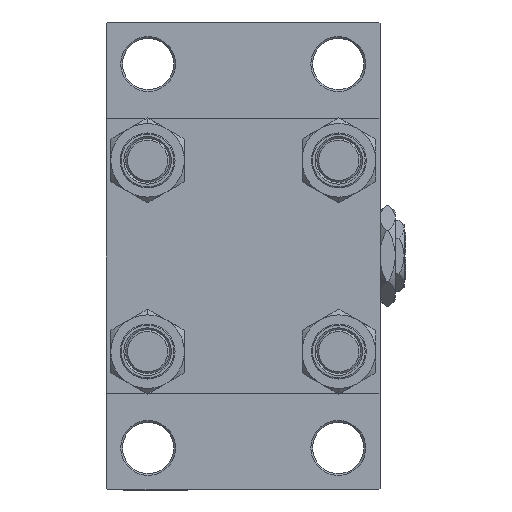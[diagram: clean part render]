
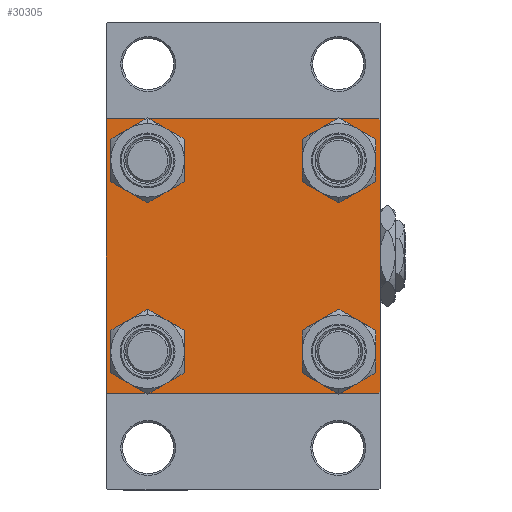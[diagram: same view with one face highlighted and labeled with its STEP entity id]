
A CAD part, left-side view. The second image highlights one B-rep face of the part: STEP entity #30305.
In plain terms, the highlighted planar face has unit normal (-1, 0, 0).
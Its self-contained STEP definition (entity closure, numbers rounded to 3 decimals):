
#1016 = CARTESIAN_POINT ( 'NONE',  ( 0., 26.15, -26.15 ) ) ;
#1252 = CIRCLE ( 'NONE', #23260, 6.5 ) ;
#1972 = ORIENTED_EDGE ( 'NONE', *, *, #37370, .T. ) ;
#1981 = VERTEX_POINT ( 'NONE', #13180 ) ;
#2035 = EDGE_LOOP ( 'NONE', ( #41583, #40610 ) ) ;
#2040 = VERTEX_POINT ( 'NONE', #10452 ) ;
#2368 = CARTESIAN_POINT ( 'NONE',  ( 0., -37.5, 37.5 ) ) ;
#2516 = DIRECTION ( 'NONE',  ( -1., 0., 0. ) ) ;
#2875 = VERTEX_POINT ( 'NONE', #39019 ) ;
#2927 = DIRECTION ( 'NONE',  ( 1., 0., 0. ) ) ;
#3211 = EDGE_CURVE ( 'NONE', #28643, #46000, #9916, .T. ) ;
#4002 = VECTOR ( 'NONE', #5929, 1000. ) ;
#4361 = DIRECTION ( 'NONE',  ( 0., 0., 1. ) ) ;
#4392 = EDGE_CURVE ( 'NONE', #17837, #11744, #5686, .T. ) ;
#4448 = EDGE_CURVE ( 'NONE', #28643, #5463, #28793, .T. ) ;
#4810 = LINE ( 'NONE', #11710, #25059 ) ;
#5463 = VERTEX_POINT ( 'NONE', #6169 ) ;
#5494 = LINE ( 'NONE', #31803, #33258 ) ;
#5686 = CIRCLE ( 'NONE', #7147, 6.5 ) ;
#5785 = CARTESIAN_POINT ( 'NONE',  ( 0., 37.25, -37.25 ) ) ;
#5925 = CARTESIAN_POINT ( 'NONE',  ( 0., -26.15, 19.65 ) ) ;
#5929 = DIRECTION ( 'NONE',  ( 0., -1., 0. ) ) ;
#6006 = CARTESIAN_POINT ( 'NONE',  ( 0., -26.15, -32.65 ) ) ;
#6169 = CARTESIAN_POINT ( 'NONE',  ( 0., -37., 37.5 ) ) ;
#6670 = PLANE ( 'NONE',  #14103 ) ;
#6872 = EDGE_CURVE ( 'NONE', #12179, #38377, #34706, .T. ) ;
#6971 = EDGE_CURVE ( 'NONE', #25371, #2875, #10941, .T. ) ;
#7147 = AXIS2_PLACEMENT_3D ( 'NONE', #8641, #27820, #27094 ) ;
#7816 = CARTESIAN_POINT ( 'NONE',  ( 0., 26.15, -26.15 ) ) ;
#8157 = DIRECTION ( 'NONE',  ( 0., 0., 1. ) ) ;
#8192 = ORIENTED_EDGE ( 'NONE', *, *, #4448, .F. ) ;
#8283 = VECTOR ( 'NONE', #40165, 1000. ) ;
#8641 = CARTESIAN_POINT ( 'NONE',  ( 0., -26.15, 26.15 ) ) ;
#8992 = DIRECTION ( 'NONE',  ( 0., -0.707, -0.707 ) ) ;
#9715 = LINE ( 'NONE', #24463, #17470 ) ;
#9916 = LINE ( 'NONE', #17287, #44953 ) ;
#9989 = DIRECTION ( 'NONE',  ( 0., 0., 1. ) ) ;
#10113 = AXIS2_PLACEMENT_3D ( 'NONE', #14400, #17349, #9989 ) ;
#10120 = CARTESIAN_POINT ( 'NONE',  ( 0., 0., 0. ) ) ;
#10363 = FACE_BOUND ( 'NONE', #39757, .T. ) ;
#10385 = VECTOR ( 'NONE', #10458, 1000. ) ;
#10452 = CARTESIAN_POINT ( 'NONE',  ( 0., 26.15, -32.65 ) ) ;
#10458 = DIRECTION ( 'NONE',  ( 0., 0., -1. ) ) ;
#10556 = CIRCLE ( 'NONE', #38052, 6.5 ) ;
#10878 = CARTESIAN_POINT ( 'NONE',  ( 0., 37.5, 37.5 ) ) ;
#10941 = LINE ( 'NONE', #2368, #10385 ) ;
#11710 = CARTESIAN_POINT ( 'NONE',  ( 0., -37.25, 37.25 ) ) ;
#11744 = VERTEX_POINT ( 'NONE', #5925 ) ;
#12179 = VERTEX_POINT ( 'NONE', #29920 ) ;
#12188 = LINE ( 'NONE', #5785, #44142 ) ;
#12947 = ORIENTED_EDGE ( 'NONE', *, *, #27570, .T. ) ;
#13180 = CARTESIAN_POINT ( 'NONE',  ( 0., -37., -37.5 ) ) ;
#13827 = EDGE_CURVE ( 'NONE', #31615, #14825, #10556, .T. ) ;
#14007 = DIRECTION ( 'NONE',  ( 0., 0., 1. ) ) ;
#14103 = AXIS2_PLACEMENT_3D ( 'NONE', #10120, #2516, #48270 ) ;
#14400 = CARTESIAN_POINT ( 'NONE',  ( 0., -26.15, -26.15 ) ) ;
#14766 = VERTEX_POINT ( 'NONE', #21953 ) ;
#14825 = VERTEX_POINT ( 'NONE', #6006 ) ;
#15391 = CARTESIAN_POINT ( 'NONE',  ( 0., 26.15, -19.65 ) ) ;
#15642 = CARTESIAN_POINT ( 'NONE',  ( 0., 37.5, 37. ) ) ;
#15654 = AXIS2_PLACEMENT_3D ( 'NONE', #7816, #15916, #41767 ) ;
#15916 = DIRECTION ( 'NONE',  ( 1., 0., 0. ) ) ;
#16199 = EDGE_CURVE ( 'NONE', #38377, #12179, #1252, .T. ) ;
#16430 = CIRCLE ( 'NONE', #15654, 6.5 ) ;
#17182 = CARTESIAN_POINT ( 'NONE',  ( 0., -26.15, -26.15 ) ) ;
#17287 = CARTESIAN_POINT ( 'NONE',  ( 0., 37.25, 37.25 ) ) ;
#17349 = DIRECTION ( 'NONE',  ( 1., 0., 0. ) ) ;
#17470 = VECTOR ( 'NONE', #47363, 1000. ) ;
#17837 = VERTEX_POINT ( 'NONE', #34146 ) ;
#19103 = DIRECTION ( 'NONE',  ( 1., 0., 0. ) ) ;
#19129 = VERTEX_POINT ( 'NONE', #23982 ) ;
#19672 = CARTESIAN_POINT ( 'NONE',  ( 0., 26.15, 26.15 ) ) ;
#20410 = VERTEX_POINT ( 'NONE', #15391 ) ;
#21188 = EDGE_LOOP ( 'NONE', ( #24155, #35972, #1972, #25374, #27583, #46801, #8192, #37456 ) ) ;
#21353 = CARTESIAN_POINT ( 'NONE',  ( 0., 37., 37.5 ) ) ;
#21703 = DIRECTION ( 'NONE',  ( 0., 0.707, -0.707 ) ) ;
#21853 = DIRECTION ( 'NONE',  ( 1., 0., 0. ) ) ;
#21935 = LINE ( 'NONE', #10878, #8283 ) ;
#21953 = CARTESIAN_POINT ( 'NONE',  ( 0., 37.5, -37. ) ) ;
#23260 = AXIS2_PLACEMENT_3D ( 'NONE', #19672, #21853, #14007 ) ;
#23379 = DIRECTION ( 'NONE',  ( 1., 0., 0. ) ) ;
#23800 = EDGE_LOOP ( 'NONE', ( #31958, #38617 ) ) ;
#23982 = CARTESIAN_POINT ( 'NONE',  ( 0., 37., -37.5 ) ) ;
#24155 = ORIENTED_EDGE ( 'NONE', *, *, #47286, .T. ) ;
#24463 = CARTESIAN_POINT ( 'NONE',  ( 0., 37.5, -37.5 ) ) ;
#24535 = AXIS2_PLACEMENT_3D ( 'NONE', #37795, #19103, #4361 ) ;
#24639 = EDGE_CURVE ( 'NONE', #25371, #5463, #4810, .T. ) ;
#25059 = VECTOR ( 'NONE', #34808, 1000. ) ;
#25069 = CARTESIAN_POINT ( 'NONE',  ( 0., -26.15, -19.65 ) ) ;
#25362 = FACE_BOUND ( 'NONE', #2035, .T. ) ;
#25371 = VERTEX_POINT ( 'NONE', #35398 ) ;
#25374 = ORIENTED_EDGE ( 'NONE', *, *, #43697, .T. ) ;
#27094 = DIRECTION ( 'NONE',  ( 0., 0., 1. ) ) ;
#27547 = ORIENTED_EDGE ( 'NONE', *, *, #4392, .T. ) ;
#27570 = EDGE_CURVE ( 'NONE', #11744, #17837, #41511, .T. ) ;
#27583 = ORIENTED_EDGE ( 'NONE', *, *, #6971, .F. ) ;
#27820 = DIRECTION ( 'NONE',  ( 1., 0., 0. ) ) ;
#28194 = CIRCLE ( 'NONE', #10113, 6.5 ) ;
#28514 = CARTESIAN_POINT ( 'NONE',  ( 0., -26.15, 26.15 ) ) ;
#28643 = VERTEX_POINT ( 'NONE', #21353 ) ;
#28793 = LINE ( 'NONE', #31743, #4002 ) ;
#28865 = EDGE_CURVE ( 'NONE', #14825, #31615, #28194, .T. ) ;
#29449 = EDGE_CURVE ( 'NONE', #2040, #20410, #16430, .T. ) ;
#29920 = CARTESIAN_POINT ( 'NONE',  ( 0., 26.15, 19.65 ) ) ;
#29924 = CIRCLE ( 'NONE', #40964, 6.5 ) ;
#30305 = ADVANCED_FACE ( 'NONE', ( #10363, #25362, #36191, #33217, #40134 ), #6670, .T. ) ;
#31615 = VERTEX_POINT ( 'NONE', #25069 ) ;
#31743 = CARTESIAN_POINT ( 'NONE',  ( 0., 37.5, 37.5 ) ) ;
#31803 = CARTESIAN_POINT ( 'NONE',  ( 0., -37.25, -37.25 ) ) ;
#31958 = ORIENTED_EDGE ( 'NONE', *, *, #16199, .T. ) ;
#32431 = DIRECTION ( 'NONE',  ( 0., 0., 1. ) ) ;
#33217 = FACE_BOUND ( 'NONE', #23800, .T. ) ;
#33258 = VECTOR ( 'NONE', #46847, 1000. ) ;
#33622 = AXIS2_PLACEMENT_3D ( 'NONE', #28514, #40072, #32431 ) ;
#34146 = CARTESIAN_POINT ( 'NONE',  ( 0., -26.15, 32.65 ) ) ;
#34706 = CIRCLE ( 'NONE', #24535, 6.5 ) ;
#34808 = DIRECTION ( 'NONE',  ( 0., 0.707, 0.707 ) ) ;
#35099 = ORIENTED_EDGE ( 'NONE', *, *, #29449, .T. ) ;
#35398 = CARTESIAN_POINT ( 'NONE',  ( 0., -37.5, 37. ) ) ;
#35642 = EDGE_CURVE ( 'NONE', #14766, #19129, #12188, .T. ) ;
#35972 = ORIENTED_EDGE ( 'NONE', *, *, #35642, .T. ) ;
#36191 = FACE_BOUND ( 'NONE', #45058, .T. ) ;
#37370 = EDGE_CURVE ( 'NONE', #19129, #1981, #9715, .T. ) ;
#37456 = ORIENTED_EDGE ( 'NONE', *, *, #3211, .T. ) ;
#37795 = CARTESIAN_POINT ( 'NONE',  ( 0., 26.15, 26.15 ) ) ;
#38052 = AXIS2_PLACEMENT_3D ( 'NONE', #17182, #2927, #40784 ) ;
#38377 = VERTEX_POINT ( 'NONE', #38446 ) ;
#38446 = CARTESIAN_POINT ( 'NONE',  ( 0., 26.15, 32.65 ) ) ;
#38531 = EDGE_CURVE ( 'NONE', #20410, #2040, #29924, .T. ) ;
#38617 = ORIENTED_EDGE ( 'NONE', *, *, #6872, .T. ) ;
#39019 = CARTESIAN_POINT ( 'NONE',  ( 0., -37.5, -37. ) ) ;
#39757 = EDGE_LOOP ( 'NONE', ( #27547, #12947 ) ) ;
#40072 = DIRECTION ( 'NONE',  ( 1., 0., 0. ) ) ;
#40134 = FACE_OUTER_BOUND ( 'NONE', #21188, .T. ) ;
#40165 = DIRECTION ( 'NONE',  ( 0., 0., -1. ) ) ;
#40610 = ORIENTED_EDGE ( 'NONE', *, *, #28865, .T. ) ;
#40784 = DIRECTION ( 'NONE',  ( 0., 0., 1. ) ) ;
#40964 = AXIS2_PLACEMENT_3D ( 'NONE', #1016, #23379, #8157 ) ;
#41511 = CIRCLE ( 'NONE', #33622, 6.5 ) ;
#41583 = ORIENTED_EDGE ( 'NONE', *, *, #13827, .T. ) ;
#41767 = DIRECTION ( 'NONE',  ( 0., 0., 1. ) ) ;
#43697 = EDGE_CURVE ( 'NONE', #1981, #2875, #5494, .T. ) ;
#44142 = VECTOR ( 'NONE', #8992, 1000. ) ;
#44953 = VECTOR ( 'NONE', #21703, 1000. ) ;
#45058 = EDGE_LOOP ( 'NONE', ( #46907, #35099 ) ) ;
#46000 = VERTEX_POINT ( 'NONE', #15642 ) ;
#46801 = ORIENTED_EDGE ( 'NONE', *, *, #24639, .T. ) ;
#46847 = DIRECTION ( 'NONE',  ( 0., -0.707, 0.707 ) ) ;
#46907 = ORIENTED_EDGE ( 'NONE', *, *, #38531, .T. ) ;
#47286 = EDGE_CURVE ( 'NONE', #46000, #14766, #21935, .T. ) ;
#47363 = DIRECTION ( 'NONE',  ( 0., -1., 0. ) ) ;
#48270 = DIRECTION ( 'NONE',  ( 0., 0., 1. ) ) ;
